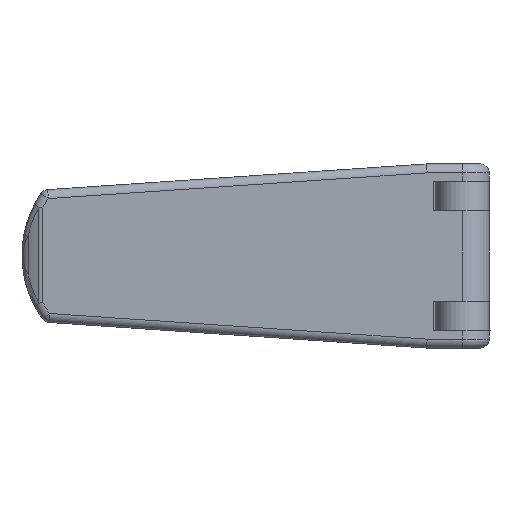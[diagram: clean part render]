
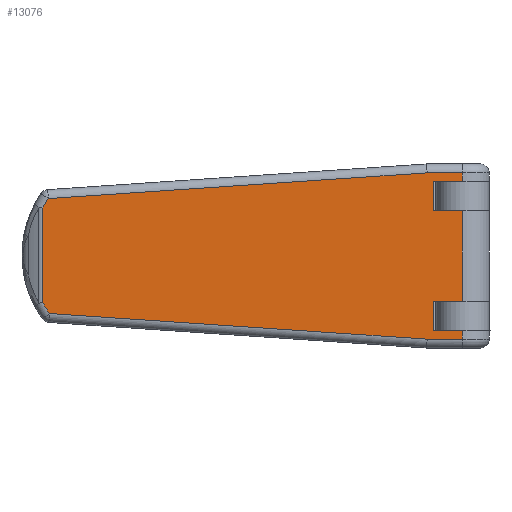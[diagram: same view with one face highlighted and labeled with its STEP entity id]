
A CAD part, front view. The second image highlights one B-rep face of the part: STEP entity #13076.
In plain terms, the highlighted planar face has unit normal (0, -1, 0).
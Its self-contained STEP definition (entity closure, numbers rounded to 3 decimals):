
#7 = FACE_OUTER_BOUND ( 'NONE', #1409, .T. ) ;
#26 = VERTEX_POINT ( 'NONE', #4877 ) ;
#144 = DIRECTION ( 'NONE',  ( -0.998, 0., -0.068 ) ) ;
#248 = CARTESIAN_POINT ( 'NONE',  ( -61.218, -84.55, -27.081 ) ) ;
#283 = EDGE_CURVE ( 'NONE', #680, #10547, #5135, .T. ) ;
#645 = CARTESIAN_POINT ( 'NONE',  ( 127., -84.55, 41.275 ) ) ;
#680 = VERTEX_POINT ( 'NONE', #4349 ) ;
#935 = CARTESIAN_POINT ( 'NONE',  ( -58.143, -84.55, -25.787 ) ) ;
#972 = VERTEX_POINT ( 'NONE', #3467 ) ;
#976 = LINE ( 'NONE', #10129, #8612 ) ;
#1409 = EDGE_LOOP ( 'NONE', ( #8563, #3497, #13620, #4396, #4480, #6618, #10131, #7858, #11967, #7943, #12519, #5066, #8205, #1990, #12374, #13676 ) ) ;
#1543 = CARTESIAN_POINT ( 'NONE',  ( 127., -84.55, 41.275 ) ) ;
#1657 = DIRECTION ( 'NONE',  ( -1., 0., 0. ) ) ;
#1809 = VERTEX_POINT ( 'NONE', #1832 ) ;
#1832 = CARTESIAN_POINT ( 'NONE',  ( 111.144, -84.55, 37.275 ) ) ;
#1857 = CARTESIAN_POINT ( 'NONE',  ( 0., -84.55, 37.275 ) ) ;
#1913 = CARTESIAN_POINT ( 'NONE',  ( 114.006, -84.55, -33.505 ) ) ;
#1990 = ORIENTED_EDGE ( 'NONE', *, *, #11985, .T. ) ;
#2076 = EDGE_CURVE ( 'NONE', #2432, #26, #6629, .T. ) ;
#2240 = VERTEX_POINT ( 'NONE', #3175 ) ;
#2321 = DIRECTION ( 'NONE',  ( 1., 0., 0. ) ) ;
#2349 = EDGE_CURVE ( 'NONE', #8480, #3190, #9842, .T. ) ;
#2352 = VECTOR ( 'NONE', #144, 1000. ) ;
#2365 = EDGE_CURVE ( 'NONE', #14057, #13799, #5717, .T. ) ;
#2432 = VERTEX_POINT ( 'NONE', #10629 ) ;
#2611 = CARTESIAN_POINT ( 'NONE',  ( -21.26, -84.55, 0.357 ) ) ;
#2771 = DIRECTION ( 'NONE',  ( 0., 0., -1. ) ) ;
#2832 = EDGE_CURVE ( 'NONE', #5149, #14708, #9633, .T. ) ;
#2869 = CARTESIAN_POINT ( 'NONE',  ( 114.006, -84.55, 33.495 ) ) ;
#2882 = VECTOR ( 'NONE', #9636, 1000. ) ;
#3081 = CARTESIAN_POINT ( 'NONE',  ( -61.218, -84.55, -20.789 ) ) ;
#3175 = CARTESIAN_POINT ( 'NONE',  ( -58.662, -84.55, 25.752 ) ) ;
#3190 = VERTEX_POINT ( 'NONE', #935 ) ;
#3467 = CARTESIAN_POINT ( 'NONE',  ( 114.006, -84.55, 20.215 ) ) ;
#3497 = ORIENTED_EDGE ( 'NONE', *, *, #5852, .T. ) ;
#3582 = VECTOR ( 'NONE', #8929, 1000. ) ;
#3779 = EDGE_CURVE ( 'NONE', #1809, #2240, #5739, .T. ) ;
#3870 = DIRECTION ( 'NONE',  ( 1., 0., 0. ) ) ;
#4031 = DIRECTION ( 'NONE',  ( 0., 0., -1. ) ) ;
#4043 = EDGE_CURVE ( 'NONE', #680, #1809, #12292, .T. ) ;
#4114 = VECTOR ( 'NONE', #8996, 1000. ) ;
#4300 = AXIS2_PLACEMENT_3D ( 'NONE', #2611, #8232, #6149 ) ;
#4349 = CARTESIAN_POINT ( 'NONE',  ( 127., -84.55, 37.275 ) ) ;
#4377 = CARTESIAN_POINT ( 'NONE',  ( 0., -84.55, 20.215 ) ) ;
#4396 = ORIENTED_EDGE ( 'NONE', *, *, #6836, .F. ) ;
#4480 = ORIENTED_EDGE ( 'NONE', *, *, #12288, .F. ) ;
#4578 = CARTESIAN_POINT ( 'NONE',  ( -60.555, -84.55, 25.623 ) ) ;
#4877 = CARTESIAN_POINT ( 'NONE',  ( 127., -84.55, -37.275 ) ) ;
#5013 = VECTOR ( 'NONE', #3870, 1000. ) ;
#5066 = ORIENTED_EDGE ( 'NONE', *, *, #7160, .T. ) ;
#5135 = LINE ( 'NONE', #645, #7986 ) ;
#5149 = VERTEX_POINT ( 'NONE', #6016 ) ;
#5333 = VERTEX_POINT ( 'NONE', #9668 ) ;
#5526 = EDGE_CURVE ( 'NONE', #13799, #26, #6493, .T. ) ;
#5591 = LINE ( 'NONE', #5905, #13805 ) ;
#5717 = LINE ( 'NONE', #10671, #5013 ) ;
#5739 = LINE ( 'NONE', #4578, #2352 ) ;
#5803 = CARTESIAN_POINT ( 'NONE',  ( 127., -84.55, 41.275 ) ) ;
#5818 = VERTEX_POINT ( 'NONE', #6894 ) ;
#5846 = DIRECTION ( 'NONE',  ( 0., 0., -1. ) ) ;
#5852 = EDGE_CURVE ( 'NONE', #14057, #5149, #976, .T. ) ;
#5905 = CARTESIAN_POINT ( 'NONE',  ( 114.006, -84.55, 41.275 ) ) ;
#6016 = CARTESIAN_POINT ( 'NONE',  ( 114.006, -84.55, -20.225 ) ) ;
#6149 = DIRECTION ( 'NONE',  ( 1., 0., 0. ) ) ;
#6493 = LINE ( 'NONE', #1543, #14160 ) ;
#6618 = ORIENTED_EDGE ( 'NONE', *, *, #6821, .T. ) ;
#6629 = LINE ( 'NONE', #8323, #2882 ) ;
#6699 = CARTESIAN_POINT ( 'NONE',  ( 0., -84.55, 33.495 ) ) ;
#6821 = EDGE_CURVE ( 'NONE', #972, #12571, #5591, .T. ) ;
#6836 = EDGE_CURVE ( 'NONE', #5818, #14708, #13455, .T. ) ;
#6894 = CARTESIAN_POINT ( 'NONE',  ( 127., -84.55, 20.215 ) ) ;
#7099 = CARTESIAN_POINT ( 'NONE',  ( 127., -84.55, -33.505 ) ) ;
#7160 = EDGE_CURVE ( 'NONE', #5333, #8480, #12735, .T. ) ;
#7433 = CARTESIAN_POINT ( 'NONE',  ( -4.797, -84.55, -29.407 ) ) ;
#7500 = PLANE ( 'NONE',  #14111 ) ;
#7677 = VECTOR ( 'NONE', #13203, 1000. ) ;
#7858 = ORIENTED_EDGE ( 'NONE', *, *, #283, .F. ) ;
#7943 = ORIENTED_EDGE ( 'NONE', *, *, #3779, .T. ) ;
#7986 = VECTOR ( 'NONE', #4031, 1000. ) ;
#8009 = CARTESIAN_POINT ( 'NONE',  ( 0., -84.55, -20.225 ) ) ;
#8026 = LINE ( 'NONE', #7433, #7677 ) ;
#8102 = EDGE_CURVE ( 'NONE', #12571, #10547, #8400, .T. ) ;
#8205 = ORIENTED_EDGE ( 'NONE', *, *, #2349, .T. ) ;
#8232 = DIRECTION ( 'NONE',  ( 0., -1., 0. ) ) ;
#8323 = CARTESIAN_POINT ( 'NONE',  ( 127., -84.55, -37.275 ) ) ;
#8400 = LINE ( 'NONE', #6699, #3582 ) ;
#8480 = VERTEX_POINT ( 'NONE', #3081 ) ;
#8563 = ORIENTED_EDGE ( 'NONE', *, *, #2365, .F. ) ;
#8612 = VECTOR ( 'NONE', #11261, 1000. ) ;
#8664 = DIRECTION ( 'NONE',  ( 1., 0., 0. ) ) ;
#8929 = DIRECTION ( 'NONE',  ( 1., 0., 0. ) ) ;
#8996 = DIRECTION ( 'NONE',  ( 1., 0., 0. ) ) ;
#9251 = EDGE_CURVE ( 'NONE', #2240, #5333, #9355, .T. ) ;
#9355 = CIRCLE ( 'NONE', #14501, 45.209 ) ;
#9633 = LINE ( 'NONE', #8009, #14426 ) ;
#9636 = DIRECTION ( 'NONE',  ( 1., 0., 0. ) ) ;
#9668 = CARTESIAN_POINT ( 'NONE',  ( -61.218, -84.55, 21.503 ) ) ;
#9842 = CIRCLE ( 'NONE', #4300, 45.209 ) ;
#9843 = DIRECTION ( 'NONE',  ( 0., -1., 0. ) ) ;
#10129 = CARTESIAN_POINT ( 'NONE',  ( 114.006, -84.55, 41.275 ) ) ;
#10131 = ORIENTED_EDGE ( 'NONE', *, *, #8102, .T. ) ;
#10547 = VERTEX_POINT ( 'NONE', #14105 ) ;
#10629 = CARTESIAN_POINT ( 'NONE',  ( 111.144, -84.55, -37.275 ) ) ;
#10671 = CARTESIAN_POINT ( 'NONE',  ( 0., -84.55, -33.505 ) ) ;
#11261 = DIRECTION ( 'NONE',  ( 0., 0., 1. ) ) ;
#11443 = DIRECTION ( 'NONE',  ( 0., 0., -1. ) ) ;
#11967 = ORIENTED_EDGE ( 'NONE', *, *, #4043, .T. ) ;
#11985 = EDGE_CURVE ( 'NONE', #3190, #2432, #8026, .T. ) ;
#12129 = CARTESIAN_POINT ( 'NONE',  ( 0., -84.55, 41.275 ) ) ;
#12288 = EDGE_CURVE ( 'NONE', #972, #5818, #13911, .T. ) ;
#12292 = LINE ( 'NONE', #1857, #13003 ) ;
#12374 = ORIENTED_EDGE ( 'NONE', *, *, #2076, .T. ) ;
#12491 = CARTESIAN_POINT ( 'NONE',  ( -21.26, -84.55, 0.357 ) ) ;
#12519 = ORIENTED_EDGE ( 'NONE', *, *, #9251, .T. ) ;
#12571 = VERTEX_POINT ( 'NONE', #2869 ) ;
#12625 = DIRECTION ( 'NONE',  ( 0., 0., 1. ) ) ;
#12735 = LINE ( 'NONE', #248, #14674 ) ;
#13003 = VECTOR ( 'NONE', #1657, 1000. ) ;
#13076 = ADVANCED_FACE ( 'NONE', ( #7 ), #7500, .T. ) ;
#13203 = DIRECTION ( 'NONE',  ( 0.998, 0., -0.068 ) ) ;
#13455 = LINE ( 'NONE', #5803, #14329 ) ;
#13620 = ORIENTED_EDGE ( 'NONE', *, *, #2832, .T. ) ;
#13633 = DIRECTION ( 'NONE',  ( 0., -1., 0. ) ) ;
#13676 = ORIENTED_EDGE ( 'NONE', *, *, #5526, .F. ) ;
#13726 = DIRECTION ( 'NONE',  ( 1., 0., 0. ) ) ;
#13799 = VERTEX_POINT ( 'NONE', #7099 ) ;
#13805 = VECTOR ( 'NONE', #12625, 1000. ) ;
#13911 = LINE ( 'NONE', #4377, #4114 ) ;
#14057 = VERTEX_POINT ( 'NONE', #1913 ) ;
#14105 = CARTESIAN_POINT ( 'NONE',  ( 127., -84.55, 33.495 ) ) ;
#14111 = AXIS2_PLACEMENT_3D ( 'NONE', #12129, #9843, #8664 ) ;
#14160 = VECTOR ( 'NONE', #2771, 1000. ) ;
#14250 = CARTESIAN_POINT ( 'NONE',  ( 127., -84.55, -20.225 ) ) ;
#14329 = VECTOR ( 'NONE', #5846, 1000. ) ;
#14426 = VECTOR ( 'NONE', #13726, 1000. ) ;
#14501 = AXIS2_PLACEMENT_3D ( 'NONE', #12491, #13633, #2321 ) ;
#14674 = VECTOR ( 'NONE', #11443, 1000. ) ;
#14708 = VERTEX_POINT ( 'NONE', #14250 ) ;
